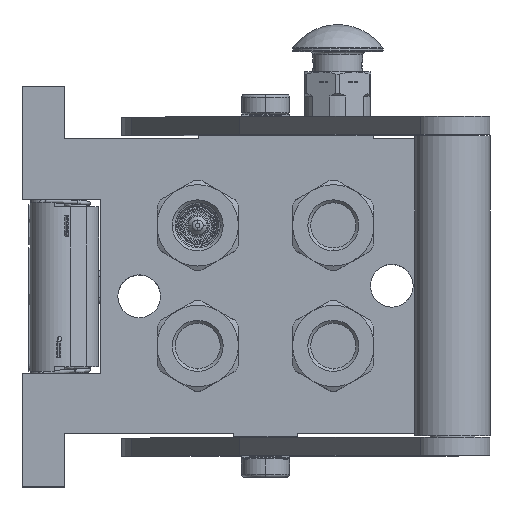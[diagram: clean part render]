
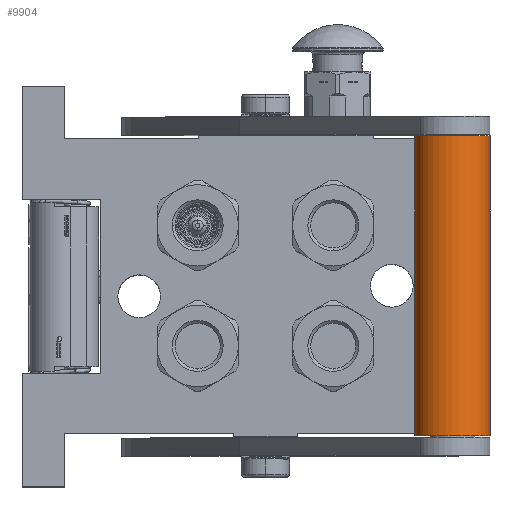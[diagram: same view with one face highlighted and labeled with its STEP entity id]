
A CAD part, top view. The second image highlights one B-rep face of the part: STEP entity #9904.
In plain terms, the highlighted cylindrical face has radius 12.5 mm (diameter 25 mm), a partial arc.
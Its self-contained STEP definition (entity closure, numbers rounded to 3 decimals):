
#419 = AXIS2_PLACEMENT_3D ( 'NONE', #130935, #88307, #98536 ) ;
#851 = EDGE_LOOP ( 'NONE', ( #32869, #116439, #126381, #132793 ) ) ;
#6303 = AXIS2_PLACEMENT_3D ( 'NONE', #42147, #74258, #53354 ) ;
#6640 = DIRECTION ( 'NONE',  ( -1., 0., 0. ) ) ;
#6719 = VERTEX_POINT ( 'NONE', #132968 ) ;
#9805 = CARTESIAN_POINT ( 'NONE',  ( -5.425, 0., 0. ) ) ;
#9904 = ADVANCED_FACE ( 'NONE', ( #53096 ), #71379, .T. ) ;
#10822 = LINE ( 'NONE', #37609, #40616 ) ;
#18197 = CIRCLE ( 'NONE', #6303, 12.5 ) ;
#20246 = CIRCLE ( 'NONE', #419, 12.5 ) ;
#20448 = VERTEX_POINT ( 'NONE', #43196 ) ;
#31060 = VERTEX_POINT ( 'NONE', #79161 ) ;
#31163 = DIRECTION ( 'NONE',  ( 0., 0., 1. ) ) ;
#32869 = ORIENTED_EDGE ( 'NONE', *, *, #109325, .T. ) ;
#33590 = VERTEX_POINT ( 'NONE', #102644 ) ;
#37609 = CARTESIAN_POINT ( 'NONE',  ( 104., 0., 12.5 ) ) ;
#40155 = EDGE_CURVE ( 'NONE', #33590, #31060, #10822, .T. ) ;
#40616 = VECTOR ( 'NONE', #133160, 1000. ) ;
#42147 = CARTESIAN_POINT ( 'NONE',  ( 4.5, 0., 0. ) ) ;
#43196 = CARTESIAN_POINT ( 'NONE',  ( 4.5, 0., -12.5 ) ) ;
#45461 = EDGE_CURVE ( 'NONE', #6719, #20448, #62592, .T. ) ;
#48448 = CARTESIAN_POINT ( 'NONE',  ( 104., 0., -12.5 ) ) ;
#53096 = FACE_OUTER_BOUND ( 'NONE', #851, .T. ) ;
#53354 = DIRECTION ( 'NONE',  ( 0., 0., -1. ) ) ;
#62592 = LINE ( 'NONE', #48448, #122258 ) ;
#64619 = DIRECTION ( 'NONE',  ( -1., 0., 0. ) ) ;
#71379 = CYLINDRICAL_SURFACE ( 'NONE', #100813, 12.5 ) ;
#74258 = DIRECTION ( 'NONE',  ( -1., 0., 0. ) ) ;
#79161 = CARTESIAN_POINT ( 'NONE',  ( 4.5, 0., 12.5 ) ) ;
#88307 = DIRECTION ( 'NONE',  ( -1., 0., 0. ) ) ;
#92700 = EDGE_CURVE ( 'NONE', #20448, #31060, #18197, .T. ) ;
#98536 = DIRECTION ( 'NONE',  ( 0., 0., -1. ) ) ;
#100813 = AXIS2_PLACEMENT_3D ( 'NONE', #9805, #64619, #31163 ) ;
#102644 = CARTESIAN_POINT ( 'NONE',  ( 104., 0., 12.5 ) ) ;
#109325 = EDGE_CURVE ( 'NONE', #6719, #33590, #20246, .T. ) ;
#116439 = ORIENTED_EDGE ( 'NONE', *, *, #40155, .T. ) ;
#122258 = VECTOR ( 'NONE', #6640, 1000. ) ;
#126381 = ORIENTED_EDGE ( 'NONE', *, *, #92700, .F. ) ;
#130935 = CARTESIAN_POINT ( 'NONE',  ( 104., 0., 0. ) ) ;
#132793 = ORIENTED_EDGE ( 'NONE', *, *, #45461, .F. ) ;
#132968 = CARTESIAN_POINT ( 'NONE',  ( 104., 0., -12.5 ) ) ;
#133160 = DIRECTION ( 'NONE',  ( -1., 0., 0. ) ) ;
